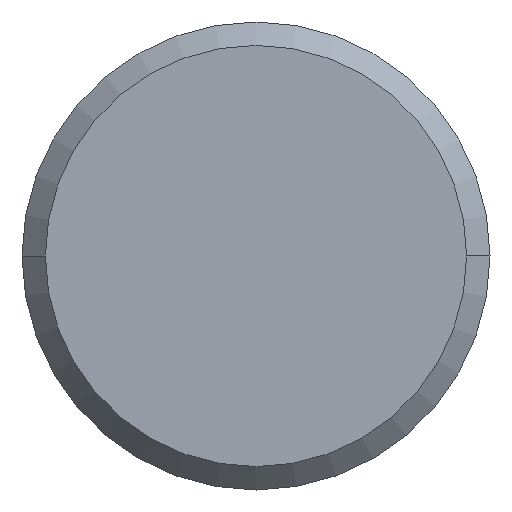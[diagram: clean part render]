
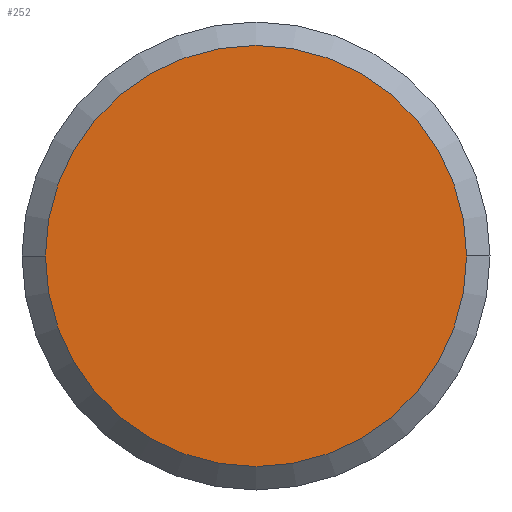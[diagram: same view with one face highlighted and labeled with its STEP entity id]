
A CAD part, left-side view. The second image highlights one B-rep face of the part: STEP entity #252.
In plain terms, the highlighted planar face has unit normal (-1, 0, 0).
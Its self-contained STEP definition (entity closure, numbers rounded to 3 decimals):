
#6 = EDGE_CURVE ( 'NONE', #187, #345, #201, .T. ) ;
#25 = AXIS2_PLACEMENT_3D ( 'NONE', #358, #165, #316 ) ;
#46 = CIRCLE ( 'NONE', #25, 4.5 ) ;
#61 = AXIS2_PLACEMENT_3D ( 'NONE', #224, #107, #198 ) ;
#107 = DIRECTION ( 'NONE',  ( -1., 0., 0. ) ) ;
#165 = DIRECTION ( 'NONE',  ( -1., 0., 0. ) ) ;
#182 = FACE_OUTER_BOUND ( 'NONE', #196, .T. ) ;
#185 = CARTESIAN_POINT ( 'NONE',  ( 0., -4.5, 0. ) ) ;
#187 = VERTEX_POINT ( 'NONE', #403 ) ;
#196 = EDGE_LOOP ( 'NONE', ( #277, #309 ) ) ;
#198 = DIRECTION ( 'NONE',  ( 0., -1., 0. ) ) ;
#201 = CIRCLE ( 'NONE', #61, 4.5 ) ;
#211 = DIRECTION ( 'NONE',  ( 0., -1., 0. ) ) ;
#224 = CARTESIAN_POINT ( 'NONE',  ( 0., 0., 0. ) ) ;
#252 = ADVANCED_FACE ( 'NONE', ( #182 ), #347, .T. ) ;
#265 = AXIS2_PLACEMENT_3D ( 'NONE', #381, #274, #211 ) ;
#274 = DIRECTION ( 'NONE',  ( -1., 0., 0. ) ) ;
#277 = ORIENTED_EDGE ( 'NONE', *, *, #6, .T. ) ;
#309 = ORIENTED_EDGE ( 'NONE', *, *, #413, .T. ) ;
#316 = DIRECTION ( 'NONE',  ( 0., -1., 0. ) ) ;
#345 = VERTEX_POINT ( 'NONE', #185 ) ;
#347 = PLANE ( 'NONE',  #265 ) ;
#358 = CARTESIAN_POINT ( 'NONE',  ( 0., 0., 0. ) ) ;
#381 = CARTESIAN_POINT ( 'NONE',  ( 0., 0., 0. ) ) ;
#403 = CARTESIAN_POINT ( 'NONE',  ( 0., 4.5, 0. ) ) ;
#413 = EDGE_CURVE ( 'NONE', #345, #187, #46, .T. ) ;
